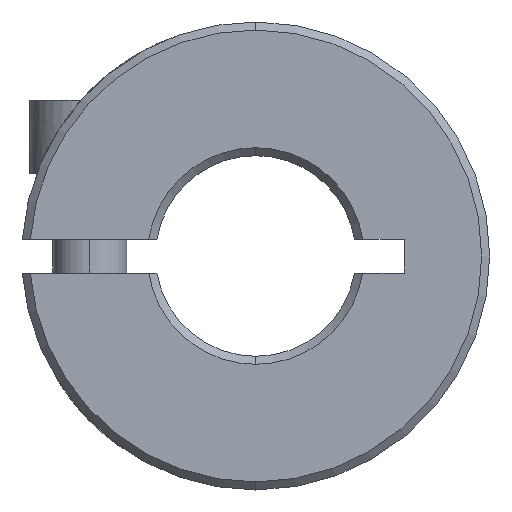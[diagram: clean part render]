
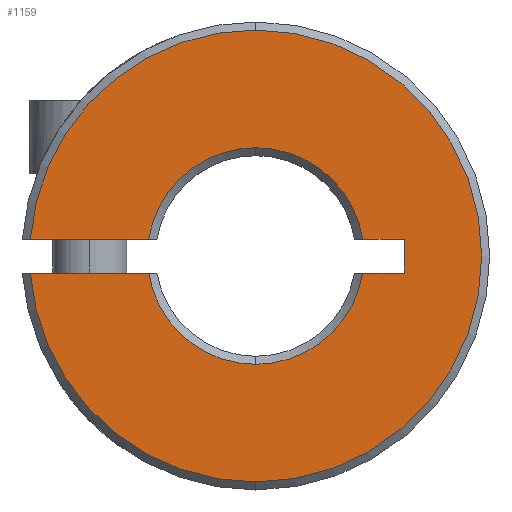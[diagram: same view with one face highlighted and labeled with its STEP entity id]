
A CAD part, left-side view. The second image highlights one B-rep face of the part: STEP entity #1159.
In plain terms, the highlighted planar face has unit normal (-1, 0, 0).
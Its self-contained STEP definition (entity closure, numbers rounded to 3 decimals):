
#597=CARTESIAN_POINT('POINT42',(0.,
   0.,10.732));
#598=VERTEX_POINT('VERTEX42',#597);
#616=CARTESIAN_POINT('POINT45',(0.,
   10.703,0.787));
#617=VERTEX_POINT('VERTEX45',#616);
#624=CARTESIAN_POINT('POS59',(0.,0.,0.));
#625=DIRECTION('DIR85',(1.,0.,0.));
#626=DIRECTION('DIR86',(0.,0.,1.));
#627=AXIS2_PLACEMENT_3D('AXIS27',#624,#625,#626);
#628=CIRCLE('ELLIPSE12',#627,10.732);
#629=EDGE_CURVE('EDGE62',#617,#598,#628,.T.);
#639=CARTESIAN_POINT('POINT46',(0.,
   0.,-5.144));
#640=VERTEX_POINT('VERTEX46',#639);
#647=CARTESIAN_POINT('POINT47',(0.,
   -5.079,-0.813));
#648=VERTEX_POINT('VERTEX47',#647);
#649=CARTESIAN_POINT('POS62',(0.,0.,
   0.));
#650=DIRECTION('DIR90',(1.,0.,0.));
#651=DIRECTION('DIR91',(0.,0.,-1.));
#652=AXIS2_PLACEMENT_3D('AXIS29',#649,#650,#651);
#653=CIRCLE('ELLIPSE13',#652,5.144);
#654=EDGE_CURVE('EDGE64',#648,#640,#653,.T.);
#674=CARTESIAN_POINT('POINT48',(0.,-7.061,
   -0.813));
#675=VERTEX_POINT('VERTEX48',#674);
#676=CARTESIAN_POINT('POS64',(0.,-1.765,-0.813));
#677=DIRECTION('DIR94',(0.,1.,0.));
#678=VECTOR('VEC34',#677,25.4);
#679=LINE('STRAIGHT34',#676,#678);
#680=EDGE_CURVE('EDGE66',#675,#648,#679,.T.);
#713=CARTESIAN_POINT('POINT51',(0.,-7.061,0.787));
#714=VERTEX_POINT('VERTEX51',#713);
#715=CARTESIAN_POINT('POS69',(0.,-7.061,
   2.677));
#716=DIRECTION('DIR100',(0.,0.,-1.));
#717=VECTOR('VEC38',#716,25.4);
#718=LINE('STRAIGHT38',#715,#717);
#719=EDGE_CURVE('EDGE70',#714,#675,#718,.T.);
#743=CARTESIAN_POINT('POINT52',(0.,
   -5.083,0.787));
#744=VERTEX_POINT('VERTEX52',#743);
#745=CARTESIAN_POINT('POS73',(0.,-1.765,
   0.787));
#746=DIRECTION('DIR105',(0.,-1.,0.));
#747=VECTOR('VEC41',#746,25.4);
#748=LINE('STRAIGHT41',#745,#747);
#749=EDGE_CURVE('EDGE73',#744,#714,#748,.T.);
#766=CARTESIAN_POINT('POINT53',(0.,
   0.,5.144));
#767=VERTEX_POINT('VERTEX53',#766);
#776=EDGE_CURVE('EDGE76',#767,#744,#653,.T.);
#782=CARTESIAN_POINT('POINT54',(0.,
   5.083,0.787));
#783=VERTEX_POINT('VERTEX54',#782);
#784=EDGE_CURVE('EDGE77',#783,#767,#653,.T.);
#837=CARTESIAN_POINT('POINT57',(0.,
   0.,-10.732));
#838=VERTEX_POINT('VERTEX57',#837);
#839=EDGE_CURVE('EDGE83',#598,#838,#628,.T.);
#924=EDGE_CURVE('EDGE91',#617,#783,#748,.T.);
#1123=CARTESIAN_POINT('POINT76',(0.,
   5.079,-0.813));
#1124=VERTEX_POINT('VERTEX76',#1123);
#1131=EDGE_CURVE('EDGE114',#640,#1124,#653,.T.);
#1136=ORIENTED_EDGE('COEDGE201',*,*,#784,.T.);
#1137=ORIENTED_EDGE('COEDGE202',*,*,#776,.T.);
#1138=ORIENTED_EDGE('COEDGE203',*,*,#749,.T.);
#1139=ORIENTED_EDGE('COEDGE204',*,*,#719,.T.);
#1140=ORIENTED_EDGE('COEDGE205',*,*,#680,.T.);
#1141=ORIENTED_EDGE('COEDGE206',*,*,#654,.T.);
#1142=ORIENTED_EDGE('COEDGE207',*,*,#1131,.T.);
#1143=CARTESIAN_POINT('POINT77',(0.,
   10.701,-0.813));
#1144=VERTEX_POINT('VERTEX77',#1143);
#1145=EDGE_CURVE('EDGE115',#1124,#1144,#679,.T.);
#1146=ORIENTED_EDGE('COEDGE208',*,*,#1145,.T.);
#1147=EDGE_CURVE('EDGE116',#838,#1144,#628,.T.);
#1148=ORIENTED_EDGE('COEDGE209',*,*,#1147,.F.);
#1149=ORIENTED_EDGE('COEDGE210',*,*,#839,.F.);
#1150=ORIENTED_EDGE('COEDGE211',*,*,#629,.F.);
#1151=ORIENTED_EDGE('COEDGE212',*,*,#924,.T.);
#1152=EDGE_LOOP('NONE',(#1136,#1137,#1138,#1139,#1140,#1141,#1142,#1146,
   #1148,#1149,#1150,#1151));
#1153=FACE_BOUND('LOOP1',#1152,.T.);
#1154=CARTESIAN_POINT('POS101',(0.,0.,
   5.366));
#1155=DIRECTION('DIR150',(-1.,0.,0.));
#1156=DIRECTION('DIR151',(0.,1.,0.));
#1157=AXIS2_PLACEMENT_3D('AXIS50',#1154,#1155,#1156);
#1158=PLANE('PLANE16',#1157);
#1159=ADVANCED_FACE('FACE43',(#1153),#1158,.T.);
